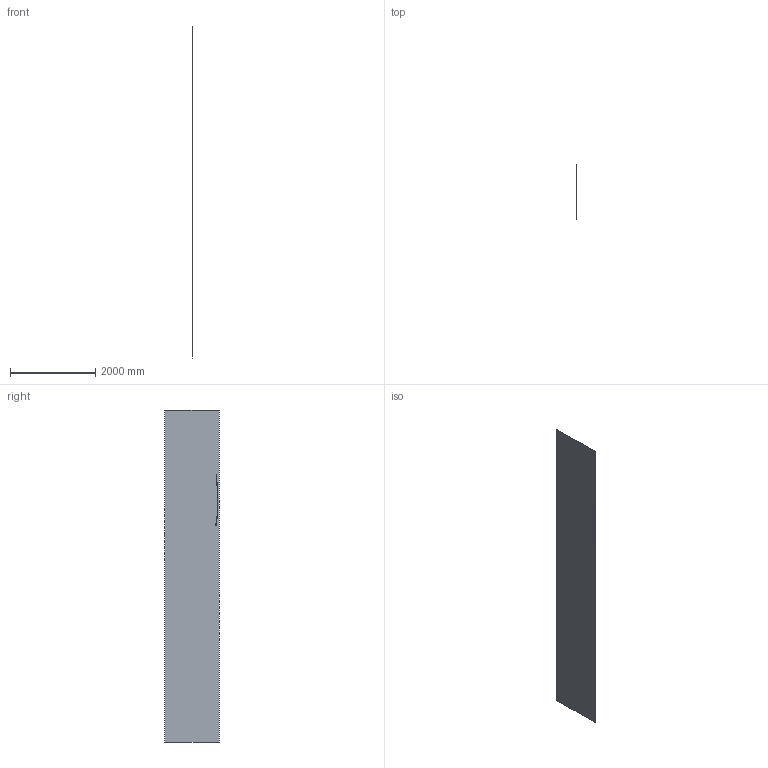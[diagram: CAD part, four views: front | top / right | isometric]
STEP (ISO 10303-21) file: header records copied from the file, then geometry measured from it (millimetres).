
FILE_DESCRIPTION (( 'STEP AP203' ), '1' );
FILE_NAME ('Undertray_v2.STEP', '2024-11-15T20:02:52', ( '' ), ( '' ), 'SwSTEP 2.0', 'SolidWorks 2024', '' );
FILE_SCHEMA (( 'CONFIG_CONTROL_DESIGN' ));
Length unit declared in the file: inch
Products named in the file (1): Undertray_v2
Bounding box: 0 x 1270 x 7792.09 mm (x, y, z)
Surface area: 9886870.9 mm2 (no closed solid volume)
Topology: 0 solids, 1 shells, 1 faces, 20 edges, 20 vertices
Faces by surface type: bspline 1
Entity records: 329 total; most frequent: CARTESIAN_POINT 141, VERTEX_POINT 20, EDGE_CURVE 20, ORIENTED_EDGE 20, B_SPLINE_CURVE_WITH_KNOTS 12, DIRECTION 10, PERSON_AND_ORGANIZATION 8, LINE 8
